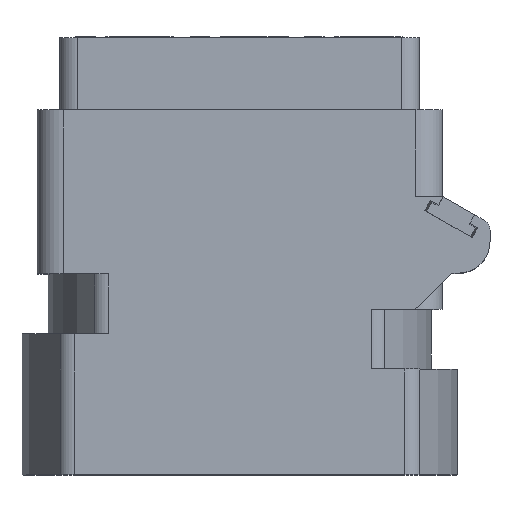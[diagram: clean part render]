
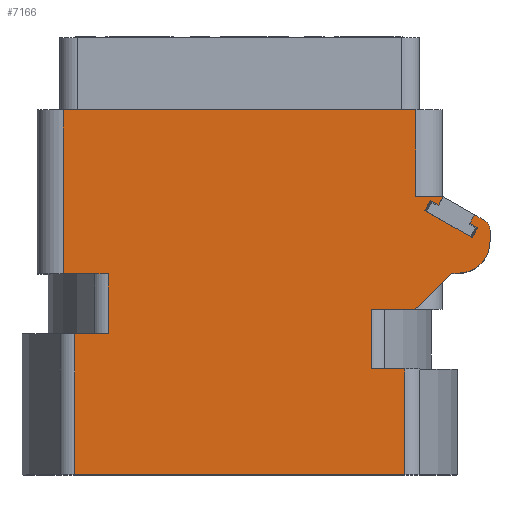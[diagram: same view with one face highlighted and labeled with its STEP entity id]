
A CAD part, top view. The second image highlights one B-rep face of the part: STEP entity #7166.
In plain terms, the highlighted planar face has unit normal (0, 0, 1).
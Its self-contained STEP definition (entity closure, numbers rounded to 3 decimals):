
#136=DIRECTION('',(0.866,-0.5,0.));
#137=VECTOR('',#136,0.525);
#138=CARTESIAN_POINT('',(10.825,15.563,7.5));
#139=LINE('',#138,#137);
#140=DIRECTION('',(0.866,-0.5,0.));
#141=VECTOR('',#140,3.1);
#142=CARTESIAN_POINT('',(10.5,15.,7.5));
#143=LINE('',#142,#141);
#144=DIRECTION('',(0.866,-0.5,0.));
#145=VECTOR('',#144,0.525);
#146=CARTESIAN_POINT('',(13.055,14.275,7.5));
#147=LINE('',#146,#145);
#148=DIRECTION('',(0.5,0.866,0.));
#149=VECTOR('',#148,0.55);
#150=CARTESIAN_POINT('',(13.055,14.275,7.5));
#151=LINE('',#150,#149);
#152=DIRECTION('',(0.866,-0.5,0.));
#153=VECTOR('',#152,0.629);
#154=CARTESIAN_POINT('',(13.33,14.752,7.5));
#155=LINE('',#154,#153);
#156=CARTESIAN_POINT('',(13.55,13.874,7.5));
#157=DIRECTION('',(0.,0.,1.));
#158=DIRECTION('',(1.,0.,0.));
#159=AXIS2_PLACEMENT_3D('',#156,#157,#158);
#161=DIRECTION('',(0.,-1.,0.));
#162=VECTOR('',#161,0.637);
#163=CARTESIAN_POINT('',(14.2,13.874,7.5));
#164=LINE('',#163,#162);
#165=CARTESIAN_POINT('',(12.4,13.237,7.5));
#166=DIRECTION('',(0.,0.,1.));
#167=DIRECTION('',(0.,-1.,0.));
#168=AXIS2_PLACEMENT_3D('',#165,#166,#167);
#170=DIRECTION('',(-1.,0.,0.));
#171=VECTOR('',#170,0.368);
#172=CARTESIAN_POINT('',(12.4,11.437,7.5));
#173=LINE('',#172,#171);
#174=DIRECTION('',(1.,0.,0.));
#175=VECTOR('',#174,18.731);
#176=CARTESIAN_POINT('',(-9.365,0.,7.5));
#177=LINE('',#176,#175);
#178=DIRECTION('',(-1.,0.,0.));
#179=VECTOR('',#178,20.);
#180=CARTESIAN_POINT('',(10.,20.7,7.5));
#181=LINE('',#180,#179);
#182=DIRECTION('',(0.,-1.,0.));
#183=VECTOR('',#182,4.892);
#184=CARTESIAN_POINT('',(10.,20.7,7.5));
#185=LINE('',#184,#183);
#186=DIRECTION('',(1.,0.,0.));
#187=VECTOR('',#186,1.5);
#188=CARTESIAN_POINT('',(10.,15.808,7.5));
#189=LINE('',#188,#187);
#190=DIRECTION('',(0.866,-0.5,0.));
#191=VECTOR('',#190,0.063);
#192=CARTESIAN_POINT('',(11.5,15.808,7.5));
#193=LINE('',#192,#191);
#194=DIRECTION('',(-0.5,-0.866,0.));
#195=VECTOR('',#194,0.55);
#196=CARTESIAN_POINT('',(11.555,15.777,7.5));
#197=LINE('',#196,#195);
#242=DIRECTION('',(-0.5,-0.866,0.));
#243=VECTOR('',#242,0.65);
#244=CARTESIAN_POINT('',(13.51,14.013,7.5));
#245=LINE('',#244,#243);
#254=DIRECTION('',(0.5,0.866,0.));
#255=VECTOR('',#254,0.65);
#256=CARTESIAN_POINT('',(10.5,15.,7.5));
#257=LINE('',#256,#255);
#290=DIRECTION('',(0.707,0.707,0.));
#291=VECTOR('',#290,2.874);
#292=CARTESIAN_POINT('',(10.,9.405,7.5));
#293=LINE('',#292,#291);
#353=DIRECTION('',(1.,0.,0.));
#354=VECTOR('',#353,2.533);
#355=CARTESIAN_POINT('',(7.467,9.4,7.5));
#356=LINE('',#355,#354);
#393=DIRECTION('',(-1.,0.,0.));
#394=VECTOR('',#393,1.898);
#395=CARTESIAN_POINT('',(9.365,6.,7.5));
#396=LINE('',#395,#394);
#397=DIRECTION('',(0.,1.,0.));
#398=VECTOR('',#397,3.4);
#399=CARTESIAN_POINT('',(7.467,6.,7.5));
#400=LINE('',#399,#398);
#443=DIRECTION('',(0.,1.,0.));
#444=VECTOR('',#443,6.);
#445=CARTESIAN_POINT('',(9.365,0.,7.5));
#446=LINE('',#445,#444);
#488=DIRECTION('',(-1.,0.,0.));
#489=VECTOR('',#488,1.898);
#490=CARTESIAN_POINT('',(-7.467,8.,7.5));
#491=LINE('',#490,#489);
#528=DIRECTION('',(1.,0.,0.));
#529=VECTOR('',#528,2.533);
#530=CARTESIAN_POINT('',(-10.,11.4,7.5));
#531=LINE('',#530,#529);
#532=DIRECTION('',(0.,-1.,0.));
#533=VECTOR('',#532,3.4);
#534=CARTESIAN_POINT('',(-7.467,11.4,7.5));
#535=LINE('',#534,#533);
#622=DIRECTION('',(0.,-1.,0.));
#623=VECTOR('',#622,9.3);
#624=CARTESIAN_POINT('',(-10.,20.7,7.5));
#625=LINE('',#624,#623);
#5228=DIRECTION('',(0.,-1.,0.));
#5229=VECTOR('',#5228,8.);
#5230=CARTESIAN_POINT('',(-9.365,8.,7.5));
#5231=LINE('',#5230,#5229);
#5246=DIRECTION('',(0.,1.,0.));
#5247=VECTOR('',#5246,0.005);
#5248=CARTESIAN_POINT('',(10.,9.4,7.5));
#5249=LINE('',#5248,#5247);
#5329=CARTESIAN_POINT('',(14.2,13.874,7.5));
#5330=CARTESIAN_POINT('',(13.875,14.437,7.5));
#5331=VERTEX_POINT('',#5329);
#5332=VERTEX_POINT('',#5330);
#5337=CARTESIAN_POINT('',(13.33,14.752,7.5));
#5338=VERTEX_POINT('',#5337);
#5345=CARTESIAN_POINT('',(-10.,20.7,7.5));
#5346=CARTESIAN_POINT('',(-10.,11.4,7.5));
#5347=VERTEX_POINT('',#5345);
#5348=VERTEX_POINT('',#5346);
#5361=CARTESIAN_POINT('',(10.,9.4,7.5));
#5362=CARTESIAN_POINT('',(10.,9.405,7.5));
#5363=VERTEX_POINT('',#5361);
#5364=VERTEX_POINT('',#5362);
#5377=CARTESIAN_POINT('',(12.032,11.437,7.5));
#5378=VERTEX_POINT('',#5377);
#5381=CARTESIAN_POINT('',(7.467,6.,7.5));
#5382=CARTESIAN_POINT('',(7.467,9.4,7.5));
#5383=VERTEX_POINT('',#5381);
#5384=VERTEX_POINT('',#5382);
#5389=CARTESIAN_POINT('',(9.365,0.,7.5));
#5390=CARTESIAN_POINT('',(9.365,6.,7.5));
#5391=VERTEX_POINT('',#5389);
#5392=VERTEX_POINT('',#5390);
#5413=CARTESIAN_POINT('',(-9.365,8.,7.5));
#5414=CARTESIAN_POINT('',(-9.365,0.,7.5));
#5415=VERTEX_POINT('',#5413);
#5416=VERTEX_POINT('',#5414);
#5421=CARTESIAN_POINT('',(-7.467,11.4,7.5));
#5422=CARTESIAN_POINT('',(-7.467,8.,7.5));
#5423=VERTEX_POINT('',#5421);
#5424=VERTEX_POINT('',#5422);
#5451=CARTESIAN_POINT('',(10.,15.808,7.5));
#5452=CARTESIAN_POINT('',(11.5,15.808,7.5));
#5453=VERTEX_POINT('',#5451);
#5454=VERTEX_POINT('',#5452);
#5455=CARTESIAN_POINT('',(10.,20.7,7.5));
#5456=VERTEX_POINT('',#5455);
#5537=CARTESIAN_POINT('',(12.4,11.437,7.5));
#5538=CARTESIAN_POINT('',(14.2,13.237,7.5));
#5539=VERTEX_POINT('',#5537);
#5540=VERTEX_POINT('',#5538);
#5545=CARTESIAN_POINT('',(11.555,15.777,7.5));
#5546=VERTEX_POINT('',#5545);
#5549=CARTESIAN_POINT('',(10.5,15.,7.5));
#5551=VERTEX_POINT('',#5549);
#5554=CARTESIAN_POINT('',(13.185,13.45,7.5));
#5556=VERTEX_POINT('',#5554);
#5565=CARTESIAN_POINT('',(10.825,15.563,7.5));
#5566=CARTESIAN_POINT('',(11.28,15.3,7.5));
#5567=VERTEX_POINT('',#5565);
#5568=VERTEX_POINT('',#5566);
#5569=CARTESIAN_POINT('',(13.055,14.275,7.5));
#5570=CARTESIAN_POINT('',(13.51,14.013,7.5));
#5571=VERTEX_POINT('',#5569);
#5572=VERTEX_POINT('',#5570);
#7106=CARTESIAN_POINT('',(0.,0.,7.5));
#7107=DIRECTION('',(0.,0.,1.));
#7108=DIRECTION('',(1.,0.,0.));
#7109=AXIS2_PLACEMENT_3D('',#7106,#7107,#7108);
#7110=PLANE('',#7109);
#7112=ORIENTED_EDGE('',*,*,#7111,.F.);
#7114=ORIENTED_EDGE('',*,*,#7113,.F.);
#7116=ORIENTED_EDGE('',*,*,#7115,.T.);
#7118=ORIENTED_EDGE('',*,*,#7117,.F.);
#7120=ORIENTED_EDGE('',*,*,#7119,.F.);
#7122=ORIENTED_EDGE('',*,*,#7121,.T.);
#7123=ORIENTED_EDGE('',*,*,#7034,.T.);
#7125=ORIENTED_EDGE('',*,*,#7124,.F.);
#7127=ORIENTED_EDGE('',*,*,#7126,.T.);
#7129=ORIENTED_EDGE('',*,*,#7128,.F.);
#7131=ORIENTED_EDGE('',*,*,#7130,.T.);
#7133=ORIENTED_EDGE('',*,*,#7132,.F.);
#7135=ORIENTED_EDGE('',*,*,#7134,.F.);
#7137=ORIENTED_EDGE('',*,*,#7136,.F.);
#7139=ORIENTED_EDGE('',*,*,#7138,.F.);
#7141=ORIENTED_EDGE('',*,*,#7140,.F.);
#7143=ORIENTED_EDGE('',*,*,#7142,.F.);
#7145=ORIENTED_EDGE('',*,*,#7144,.F.);
#7147=ORIENTED_EDGE('',*,*,#7146,.F.);
#7149=ORIENTED_EDGE('',*,*,#7148,.F.);
#7151=ORIENTED_EDGE('',*,*,#7150,.F.);
#7153=ORIENTED_EDGE('',*,*,#7152,.F.);
#7155=ORIENTED_EDGE('',*,*,#7154,.F.);
#7157=ORIENTED_EDGE('',*,*,#7156,.F.);
#7158=ORIENTED_EDGE('',*,*,#7096,.T.);
#7160=ORIENTED_EDGE('',*,*,#7159,.T.);
#7161=ORIENTED_EDGE('',*,*,#7042,.T.);
#7163=ORIENTED_EDGE('',*,*,#7162,.T.);
#7164=EDGE_LOOP('',(#7112,#7114,#7116,#7118,#7120,#7122,#7123,#7125,#7127,#7129,
#7131,#7133,#7135,#7137,#7139,#7141,#7143,#7145,#7147,#7149,#7151,#7153,#7155,
#7157,#7158,#7160,#7161,#7163));
#7165=FACE_OUTER_BOUND('',#7164,.F.);
#7166=ADVANCED_FACE('',(#7165),#7110,.T.);
#160=CIRCLE('',#159,0.65);
#169=CIRCLE('',#168,1.8);
#7034=EDGE_CURVE('',#5338,#5332,#155,.T.);
#7042=EDGE_CURVE('',#5454,#5546,#193,.T.);
#7096=EDGE_CURVE('',#5456,#5453,#185,.T.);
#7111=EDGE_CURVE('',#5567,#5568,#139,.T.);
#7113=EDGE_CURVE('',#5551,#5567,#257,.T.);
#7115=EDGE_CURVE('',#5551,#5556,#143,.T.);
#7117=EDGE_CURVE('',#5572,#5556,#245,.T.);
#7119=EDGE_CURVE('',#5571,#5572,#147,.T.);
#7121=EDGE_CURVE('',#5571,#5338,#151,.T.);
#7124=EDGE_CURVE('',#5331,#5332,#160,.T.);
#7126=EDGE_CURVE('',#5331,#5540,#164,.T.);
#7128=EDGE_CURVE('',#5539,#5540,#169,.T.);
#7130=EDGE_CURVE('',#5539,#5378,#173,.T.);
#7132=EDGE_CURVE('',#5364,#5378,#293,.T.);
#7134=EDGE_CURVE('',#5363,#5364,#5249,.T.);
#7136=EDGE_CURVE('',#5384,#5363,#356,.T.);
#7138=EDGE_CURVE('',#5383,#5384,#400,.T.);
#7140=EDGE_CURVE('',#5392,#5383,#396,.T.);
#7142=EDGE_CURVE('',#5391,#5392,#446,.T.);
#7144=EDGE_CURVE('',#5416,#5391,#177,.T.);
#7146=EDGE_CURVE('',#5415,#5416,#5231,.T.);
#7148=EDGE_CURVE('',#5424,#5415,#491,.T.);
#7150=EDGE_CURVE('',#5423,#5424,#535,.T.);
#7152=EDGE_CURVE('',#5348,#5423,#531,.T.);
#7154=EDGE_CURVE('',#5347,#5348,#625,.T.);
#7156=EDGE_CURVE('',#5456,#5347,#181,.T.);
#7159=EDGE_CURVE('',#5453,#5454,#189,.T.);
#7162=EDGE_CURVE('',#5546,#5568,#197,.T.);
